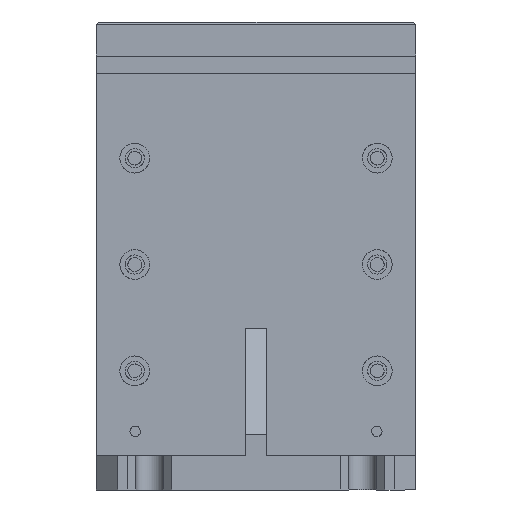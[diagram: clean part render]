
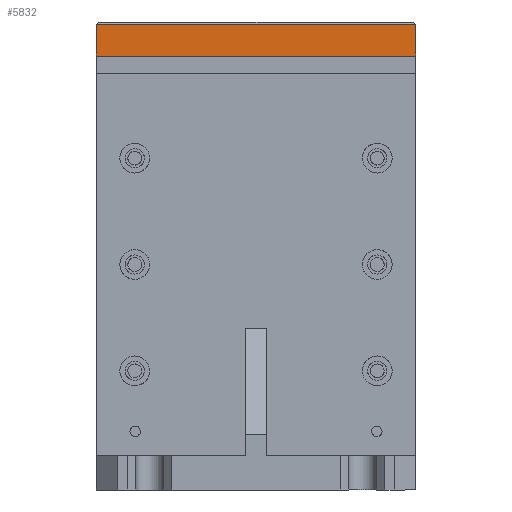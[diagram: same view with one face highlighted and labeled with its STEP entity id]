
A CAD part, front view. The second image highlights one B-rep face of the part: STEP entity #5832.
In plain terms, the highlighted planar face has unit normal (0, -1, 0).
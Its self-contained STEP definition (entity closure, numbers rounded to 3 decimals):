
#5832=ADVANCED_FACE('',(#12739),#98177,.T.);
#12739=FACE_OUTER_BOUND('',#19762,.T.);
#19762=EDGE_LOOP('',(#30984,#30985,#30986,#30987));
#30984=ORIENTED_EDGE('',*,*,#60020,.F.);
#30985=ORIENTED_EDGE('',*,*,#60023,.T.);
#30986=ORIENTED_EDGE('',*,*,#58394,.T.);
#30987=ORIENTED_EDGE('',*,*,#60024,.T.);
#58394=EDGE_CURVE('',#88069,#88068,#73838,.T.);
#60020=EDGE_CURVE('',#89140,#89138,#75345,.T.);
#60023=EDGE_CURVE('',#89140,#88069,#75348,.T.);
#60024=EDGE_CURVE('',#88068,#89138,#75349,.T.);
#73838=B_SPLINE_CURVE_WITH_KNOTS('',1,(#128572,#128573),.UNSPECIFIED.,.F.,
 .F.,(2,2),(-75.,0.),.UNSPECIFIED.);
#75345=B_SPLINE_CURVE_WITH_KNOTS('',1,(#133152,#133153),.UNSPECIFIED.,.F.,
 .F.,(2,2),(0.,75.),.UNSPECIFIED.);
#75348=B_SPLINE_CURVE_WITH_KNOTS('',1,(#133158,#133159),.UNSPECIFIED.,.F.,
 .F.,(2,2),(0.,7.5),.UNSPECIFIED.);
#75349=B_SPLINE_CURVE_WITH_KNOTS('',1,(#133160,#133161),.UNSPECIFIED.,.F.,
 .F.,(2,2),(0.,7.5),.UNSPECIFIED.);
#88068=VERTEX_POINT('',#122844);
#88069=VERTEX_POINT('',#122845);
#89138=VERTEX_POINT('',#123914);
#89140=VERTEX_POINT('',#123916);
#98177=PLANE('',#104122);
#104122=AXIS2_PLACEMENT_3D('',#119800,#110420,$);
#110420=DIRECTION('',(0.,-1.,0.));
#119800=CARTESIAN_POINT('',(-45.12,-45.75,101.13));
#122844=CARTESIAN_POINT('',(37.5,-45.75,102.));
#122845=CARTESIAN_POINT('',(-37.5,-45.75,102.));
#123914=CARTESIAN_POINT('',(37.5,-45.75,109.5));
#123916=CARTESIAN_POINT('',(-37.5,-45.75,109.5));
#128572=CARTESIAN_POINT('',(-37.5,-45.75,102.));
#128573=CARTESIAN_POINT('',(37.5,-45.75,102.));
#133152=CARTESIAN_POINT('',(-37.5,-45.75,109.5));
#133153=CARTESIAN_POINT('',(37.5,-45.75,109.5));
#133158=CARTESIAN_POINT('',(-37.5,-45.75,109.5));
#133159=CARTESIAN_POINT('',(-37.5,-45.75,102.));
#133160=CARTESIAN_POINT('',(37.5,-45.75,102.));
#133161=CARTESIAN_POINT('',(37.5,-45.75,109.5));
